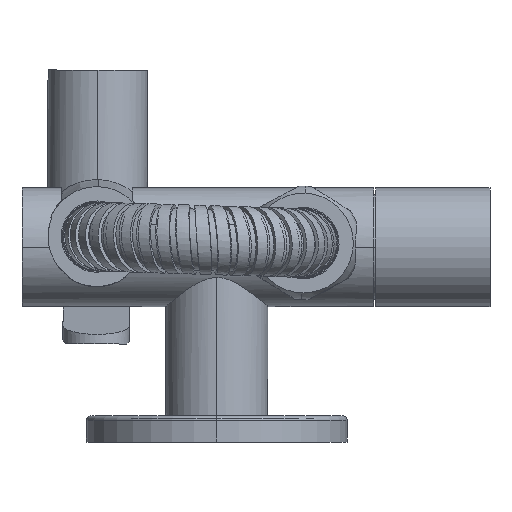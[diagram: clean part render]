
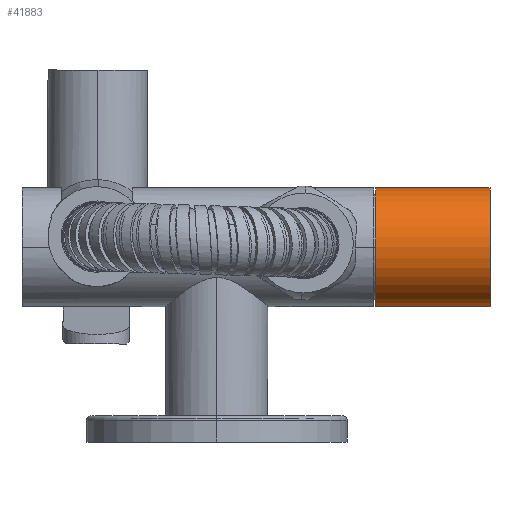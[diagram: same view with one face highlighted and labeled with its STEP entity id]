
A CAD part, front view. The second image highlights one B-rep face of the part: STEP entity #41883.
In plain terms, the highlighted cylindrical face has radius 12.5 mm (diameter 25 mm), a partial arc.
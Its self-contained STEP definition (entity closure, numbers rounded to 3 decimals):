
#861=CARTESIAN_POINT('',(33.5,0.,0.));
#862=DIRECTION('',(1.,0.,0.));
#863=DIRECTION('',(0.,0.984,0.178));
#864=AXIS2_PLACEMENT_3D('',#861,#862,#863);
#866=CARTESIAN_POINT('',(33.5,0.,0.));
#867=DIRECTION('',(1.,0.,0.));
#868=DIRECTION('',(0.,-1.,0.));
#869=AXIS2_PLACEMENT_3D('',#866,#867,#868);
#915=DIRECTION('',(1.,0.,0.));
#916=VECTOR('',#915,24.);
#917=CARTESIAN_POINT('',(33.5,12.301,-2.222));
#918=LINE('',#917,#916);
#923=DIRECTION('',(-1.,0.,0.));
#924=VECTOR('',#923,24.);
#925=CARTESIAN_POINT('',(57.5,12.301,2.222));
#926=LINE('',#925,#924);
#958=CARTESIAN_POINT('',(57.5,0.,0.));
#959=DIRECTION('',(-1.,0.,0.));
#960=DIRECTION('',(0.,0.984,-0.178));
#961=AXIS2_PLACEMENT_3D('',#958,#959,#960);
#963=CARTESIAN_POINT('',(57.5,0.,0.));
#964=DIRECTION('',(-1.,0.,0.));
#965=DIRECTION('',(0.,-1.,0.));
#966=AXIS2_PLACEMENT_3D('',#963,#964,#965);
#39546=CARTESIAN_POINT('',(33.5,12.301,2.222));
#39547=VERTEX_POINT('',#39546);
#39548=CARTESIAN_POINT('',(33.5,-12.5,0.));
#39549=CARTESIAN_POINT('',(33.5,12.301,-2.222));
#39550=VERTEX_POINT('',#39548);
#39551=VERTEX_POINT('',#39549);
#39568=CARTESIAN_POINT('',(57.5,12.301,-2.222));
#39569=VERTEX_POINT('',#39568);
#39570=CARTESIAN_POINT('',(57.5,12.301,2.222));
#39571=VERTEX_POINT('',#39570);
#39572=CARTESIAN_POINT('',(57.5,-12.5,0.));
#39573=VERTEX_POINT('',#39572);
#41867=CARTESIAN_POINT('',(58.7,0.,0.));
#41868=DIRECTION('',(-1.,0.,0.));
#41869=DIRECTION('',(0.,-1.,0.));
#41870=AXIS2_PLACEMENT_3D('',#41867,#41868,#41869);
#41871=CYLINDRICAL_SURFACE('',#41870,12.5);
#41872=ORIENTED_EDGE('',*,*,#41858,.F.);
#41873=ORIENTED_EDGE('',*,*,#41779,.F.);
#41874=ORIENTED_EDGE('',*,*,#41777,.F.);
#41876=ORIENTED_EDGE('',*,*,#41875,.F.);
#41878=ORIENTED_EDGE('',*,*,#41877,.F.);
#41880=ORIENTED_EDGE('',*,*,#41879,.F.);
#41881=EDGE_LOOP('',(#41872,#41873,#41874,#41876,#41878,#41880));
#41882=FACE_OUTER_BOUND('',#41881,.F.);
#41883=ADVANCED_FACE('',(#41882),#41871,.T.);
#865=CIRCLE('',#864,12.5);
#870=CIRCLE('',#869,12.5);
#962=CIRCLE('',#961,12.5);
#967=CIRCLE('',#966,12.5);
#41777=EDGE_CURVE('',#39547,#39550,#865,.T.);
#41779=EDGE_CURVE('',#39550,#39551,#870,.T.);
#41858=EDGE_CURVE('',#39551,#39569,#918,.T.);
#41875=EDGE_CURVE('',#39571,#39547,#926,.T.);
#41877=EDGE_CURVE('',#39573,#39571,#967,.T.);
#41879=EDGE_CURVE('',#39569,#39573,#962,.T.);
